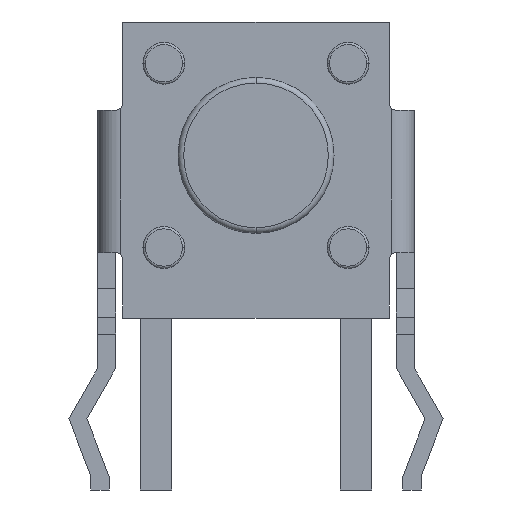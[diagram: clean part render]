
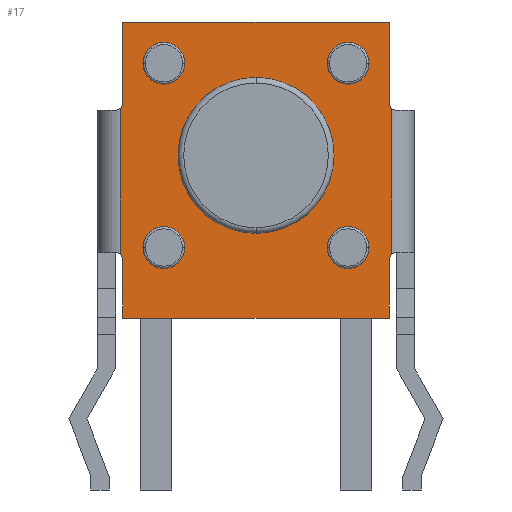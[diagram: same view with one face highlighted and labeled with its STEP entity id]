
A CAD part, front view. The second image highlights one B-rep face of the part: STEP entity #17.
In plain terms, the highlighted planar face has unit normal (0, -1, 0).
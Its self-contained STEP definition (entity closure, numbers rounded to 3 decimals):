
#17 = ADVANCED_FACE('',(#18,#120,#140,#160,#180,#200),#220,.T.);
#18 = FACE_BOUND('',#19,.F.);
#19 = EDGE_LOOP('',(#20,#30,#39,#47,#55,#63,#72,#80,#89,#97,#105,#113));
#20 = ORIENTED_EDGE('',*,*,#21,.F.);
#21 = EDGE_CURVE('',#22,#24,#26,.T.);
#22 = VERTEX_POINT('',#23);
#23 = CARTESIAN_POINT('',(5.348,-2.631,1.567));
#24 = VERTEX_POINT('',#25);
#25 = CARTESIAN_POINT('',(5.348,-2.631,4.845));
#26 = LINE('',#27,#28);
#27 = CARTESIAN_POINT('',(5.348,-2.631,1.567));
#28 = VECTOR('',#29,1.);
#29 = DIRECTION('',(0.,0.,1.));
#30 = ORIENTED_EDGE('',*,*,#31,.F.);
#31 = EDGE_CURVE('',#32,#22,#34,.T.);
#32 = VERTEX_POINT('',#33);
#33 = CARTESIAN_POINT('',(5.297,-2.631,1.454));
#34 = CIRCLE('',#35,0.152);
#35 = AXIS2_PLACEMENT_3D('',#36,#37,#38);
#36 = CARTESIAN_POINT('',(5.45,-2.631,1.454));
#37 = DIRECTION('',(0.,1.,0.));
#38 = DIRECTION('',(-1.,0.,0.));
#39 = ORIENTED_EDGE('',*,*,#40,.F.);
#40 = EDGE_CURVE('',#41,#32,#43,.T.);
#41 = VERTEX_POINT('',#42);
#42 = CARTESIAN_POINT('',(5.297,-2.631,0.133));
#43 = LINE('',#44,#45);
#44 = CARTESIAN_POINT('',(5.297,-2.631,0.133));
#45 = VECTOR('',#46,1.);
#46 = DIRECTION('',(0.,0.,1.));
#47 = ORIENTED_EDGE('',*,*,#48,.F.);
#48 = EDGE_CURVE('',#49,#41,#51,.T.);
#49 = VERTEX_POINT('',#50);
#50 = CARTESIAN_POINT('',(-0.697,-2.631,0.133));
#51 = LINE('',#52,#53);
#52 = CARTESIAN_POINT('',(-0.697,-2.631,0.133));
#53 = VECTOR('',#54,1.);
#54 = DIRECTION('',(1.,0.,0.));
#55 = ORIENTED_EDGE('',*,*,#56,.F.);
#56 = EDGE_CURVE('',#57,#49,#59,.T.);
#57 = VERTEX_POINT('',#58);
#58 = CARTESIAN_POINT('',(-0.697,-2.631,1.454));
#59 = LINE('',#60,#61);
#60 = CARTESIAN_POINT('',(-0.697,-2.631,1.454));
#61 = VECTOR('',#62,1.);
#62 = DIRECTION('',(0.,0.,-1.));
#63 = ORIENTED_EDGE('',*,*,#64,.F.);
#64 = EDGE_CURVE('',#65,#57,#67,.T.);
#65 = VERTEX_POINT('',#66);
#66 = CARTESIAN_POINT('',(-0.748,-2.631,1.567));
#67 = CIRCLE('',#68,0.152);
#68 = AXIS2_PLACEMENT_3D('',#69,#70,#71);
#69 = CARTESIAN_POINT('',(-0.85,-2.631,1.454));
#70 = DIRECTION('',(0.,1.,0.));
#71 = DIRECTION('',(0.667,0.,0.745));
#72 = ORIENTED_EDGE('',*,*,#73,.F.);
#73 = EDGE_CURVE('',#74,#65,#76,.T.);
#74 = VERTEX_POINT('',#75);
#75 = CARTESIAN_POINT('',(-0.748,-2.631,4.845));
#76 = LINE('',#77,#78);
#77 = CARTESIAN_POINT('',(-0.748,-2.631,4.845));
#78 = VECTOR('',#79,1.);
#79 = DIRECTION('',(0.,0.,-1.));
#80 = ORIENTED_EDGE('',*,*,#81,.F.);
#81 = EDGE_CURVE('',#82,#74,#84,.T.);
#82 = VERTEX_POINT('',#83);
#83 = CARTESIAN_POINT('',(-0.697,-2.631,4.959));
#84 = CIRCLE('',#85,0.152);
#85 = AXIS2_PLACEMENT_3D('',#86,#87,#88);
#86 = CARTESIAN_POINT('',(-0.85,-2.631,4.959));
#87 = DIRECTION('',(0.,1.,0.));
#88 = DIRECTION('',(1.,0.,0.));
#89 = ORIENTED_EDGE('',*,*,#90,.F.);
#90 = EDGE_CURVE('',#91,#82,#93,.T.);
#91 = VERTEX_POINT('',#92);
#92 = CARTESIAN_POINT('',(-0.697,-2.631,6.788));
#93 = LINE('',#94,#95);
#94 = CARTESIAN_POINT('',(-0.697,-2.631,6.788));
#95 = VECTOR('',#96,1.);
#96 = DIRECTION('',(0.,0.,-1.));
#97 = ORIENTED_EDGE('',*,*,#98,.F.);
#98 = EDGE_CURVE('',#99,#91,#101,.T.);
#99 = VERTEX_POINT('',#100);
#100 = CARTESIAN_POINT('',(5.297,-2.631,6.788));
#101 = LINE('',#102,#103);
#102 = CARTESIAN_POINT('',(5.297,-2.631,6.788));
#103 = VECTOR('',#104,1.);
#104 = DIRECTION('',(-1.,0.,0.));
#105 = ORIENTED_EDGE('',*,*,#106,.F.);
#106 = EDGE_CURVE('',#107,#99,#109,.T.);
#107 = VERTEX_POINT('',#108);
#108 = CARTESIAN_POINT('',(5.297,-2.631,4.959));
#109 = LINE('',#110,#111);
#110 = CARTESIAN_POINT('',(5.297,-2.631,4.959));
#111 = VECTOR('',#112,1.);
#112 = DIRECTION('',(0.,0.,1.));
#113 = ORIENTED_EDGE('',*,*,#114,.F.);
#114 = EDGE_CURVE('',#24,#107,#115,.T.);
#115 = CIRCLE('',#116,0.152);
#116 = AXIS2_PLACEMENT_3D('',#117,#118,#119);
#117 = CARTESIAN_POINT('',(5.45,-2.631,4.959));
#118 = DIRECTION('',(0.,1.,0.));
#119 = DIRECTION('',(-0.667,0.,-0.745)
  );
#120 = FACE_BOUND('',#121,.F.);
#121 = EDGE_LOOP('',(#122,#133));
#122 = ORIENTED_EDGE('',*,*,#123,.T.);
#123 = EDGE_CURVE('',#124,#126,#128,.T.);
#124 = VERTEX_POINT('',#125);
#125 = CARTESIAN_POINT('',(4.84,-2.631,5.861));
#126 = VERTEX_POINT('',#127);
#127 = CARTESIAN_POINT('',(3.9,-2.631,5.861));
#128 = CIRCLE('',#129,0.47);
#129 = AXIS2_PLACEMENT_3D('',#130,#131,#132);
#130 = CARTESIAN_POINT('',(4.37,-2.631,5.861));
#131 = DIRECTION('',(0.,-1.,0.));
#132 = DIRECTION('',(1.,0.,0.));
#133 = ORIENTED_EDGE('',*,*,#134,.T.);
#134 = EDGE_CURVE('',#126,#124,#135,.T.);
#135 = CIRCLE('',#136,0.47);
#136 = AXIS2_PLACEMENT_3D('',#137,#138,#139);
#137 = CARTESIAN_POINT('',(4.37,-2.631,5.861));
#138 = DIRECTION('',(0.,-1.,0.));
#139 = DIRECTION('',(-1.,0.,0.));
#140 = FACE_BOUND('',#141,.F.);
#141 = EDGE_LOOP('',(#142,#153));
#142 = ORIENTED_EDGE('',*,*,#143,.T.);
#143 = EDGE_CURVE('',#144,#146,#148,.T.);
#144 = VERTEX_POINT('',#145);
#145 = CARTESIAN_POINT('',(0.7,-2.631,5.861));
#146 = VERTEX_POINT('',#147);
#147 = CARTESIAN_POINT('',(-0.24,-2.631,5.861));
#148 = CIRCLE('',#149,0.47);
#149 = AXIS2_PLACEMENT_3D('',#150,#151,#152);
#150 = CARTESIAN_POINT('',(0.23,-2.631,5.861));
#151 = DIRECTION('',(0.,-1.,0.));
#152 = DIRECTION('',(1.,0.,0.));
#153 = ORIENTED_EDGE('',*,*,#154,.T.);
#154 = EDGE_CURVE('',#146,#144,#155,.T.);
#155 = CIRCLE('',#156,0.47);
#156 = AXIS2_PLACEMENT_3D('',#157,#158,#159);
#157 = CARTESIAN_POINT('',(0.23,-2.631,5.861));
#158 = DIRECTION('',(0.,-1.,0.));
#159 = DIRECTION('',(-1.,0.,0.));
#160 = FACE_BOUND('',#161,.F.);
#161 = EDGE_LOOP('',(#162,#173));
#162 = ORIENTED_EDGE('',*,*,#163,.T.);
#163 = EDGE_CURVE('',#164,#166,#168,.T.);
#164 = VERTEX_POINT('',#165);
#165 = CARTESIAN_POINT('',(4.84,-2.631,1.72));
#166 = VERTEX_POINT('',#167);
#167 = CARTESIAN_POINT('',(3.9,-2.631,1.72));
#168 = CIRCLE('',#169,0.47);
#169 = AXIS2_PLACEMENT_3D('',#170,#171,#172);
#170 = CARTESIAN_POINT('',(4.37,-2.631,1.72));
#171 = DIRECTION('',(0.,-1.,0.));
#172 = DIRECTION('',(1.,0.,0.));
#173 = ORIENTED_EDGE('',*,*,#174,.T.);
#174 = EDGE_CURVE('',#166,#164,#175,.T.);
#175 = CIRCLE('',#176,0.47);
#176 = AXIS2_PLACEMENT_3D('',#177,#178,#179);
#177 = CARTESIAN_POINT('',(4.37,-2.631,1.72));
#178 = DIRECTION('',(0.,-1.,0.));
#179 = DIRECTION('',(-1.,0.,0.));
#180 = FACE_BOUND('',#181,.F.);
#181 = EDGE_LOOP('',(#182,#193));
#182 = ORIENTED_EDGE('',*,*,#183,.T.);
#183 = EDGE_CURVE('',#184,#186,#188,.T.);
#184 = VERTEX_POINT('',#185);
#185 = CARTESIAN_POINT('',(0.7,-2.631,1.72));
#186 = VERTEX_POINT('',#187);
#187 = CARTESIAN_POINT('',(-0.24,-2.631,1.72));
#188 = CIRCLE('',#189,0.47);
#189 = AXIS2_PLACEMENT_3D('',#190,#191,#192);
#190 = CARTESIAN_POINT('',(0.23,-2.631,1.72));
#191 = DIRECTION('',(0.,-1.,0.));
#192 = DIRECTION('',(1.,0.,0.));
#193 = ORIENTED_EDGE('',*,*,#194,.T.);
#194 = EDGE_CURVE('',#186,#184,#195,.T.);
#195 = CIRCLE('',#196,0.47);
#196 = AXIS2_PLACEMENT_3D('',#197,#198,#199);
#197 = CARTESIAN_POINT('',(0.23,-2.631,1.72));
#198 = DIRECTION('',(0.,-1.,0.));
#199 = DIRECTION('',(-1.,0.,0.));
#200 = FACE_BOUND('',#201,.F.);
#201 = EDGE_LOOP('',(#202,#213));
#202 = ORIENTED_EDGE('',*,*,#203,.T.);
#203 = EDGE_CURVE('',#204,#206,#208,.T.);
#204 = VERTEX_POINT('',#205);
#205 = CARTESIAN_POINT('',(2.3,-2.631,2.038));
#206 = VERTEX_POINT('',#207);
#207 = CARTESIAN_POINT('',(2.3,-2.631,5.543));
#208 = CIRCLE('',#209,1.753);
#209 = AXIS2_PLACEMENT_3D('',#210,#211,#212);
#210 = CARTESIAN_POINT('',(2.3,-2.631,3.791));
#211 = DIRECTION('',(0.,-1.,0.));
#212 = DIRECTION('',(0.,0.,-1.));
#213 = ORIENTED_EDGE('',*,*,#214,.T.);
#214 = EDGE_CURVE('',#206,#204,#215,.T.);
#215 = CIRCLE('',#216,1.753);
#216 = AXIS2_PLACEMENT_3D('',#217,#218,#219);
#217 = CARTESIAN_POINT('',(2.3,-2.631,3.791));
#218 = DIRECTION('',(0.,-1.,0.));
#219 = DIRECTION('',(0.,0.,1.));
#220 = PLANE('',#221);
#221 = AXIS2_PLACEMENT_3D('',#222,#223,#224);
#222 = CARTESIAN_POINT('',(2.3,-2.631,3.791));
#223 = DIRECTION('',(0.,-1.,0.));
#224 = DIRECTION('',(1.,0.,0.));
